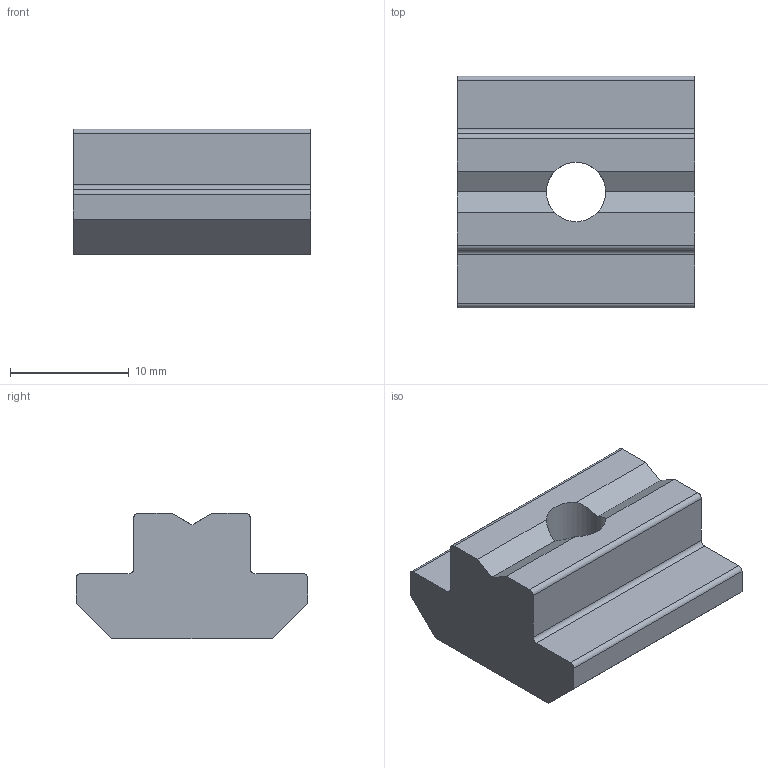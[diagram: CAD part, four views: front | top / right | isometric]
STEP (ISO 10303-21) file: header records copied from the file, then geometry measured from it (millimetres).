
FILE_DESCRIPTION(('STEP AP203'),'1');
FILE_NAME('FIXE10B1137.stp','2023-10-17T10:23:28',(' '),(' '),'Spatial InterOp 3D',' ',' ');
FILE_SCHEMA(('CONFIG_CONTROL_DESIGN'));
Length unit declared in the file: millimetre
Products named in the file (1): Ecrou coulisseau 10 St M6 lourd rainuré
Bounding box: 20 x 19.5 x 10.6 mm (x, y, z)
Volume: 2728.7 mm3; surface area: 1537.8 mm2
Topology: 1 solids, 1 shells, 24 faces, 68 edges, 45 vertices
Faces by surface type: plane 17, cylinder 7
Full cylindrical faces by diameter (mm): 5 x1
Entity records: 946 total; most frequent: CARTESIAN_POINT 137, DIRECTION 136, ORIENTED_EDGE 134, EDGE_CURVE 67, LINE 48, VECTOR 48, VERTEX_POINT 45, AXIS2_PLACEMENT_3D 44
